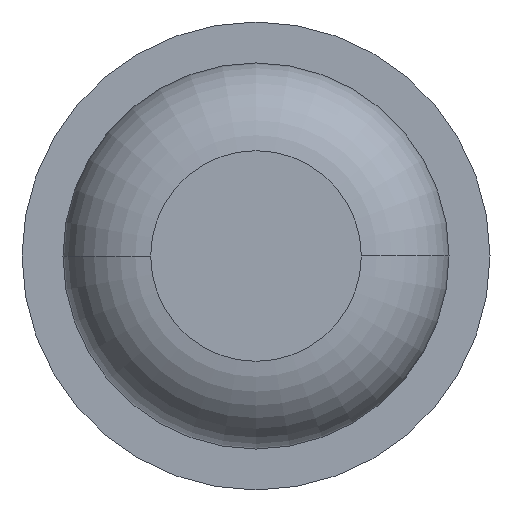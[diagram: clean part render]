
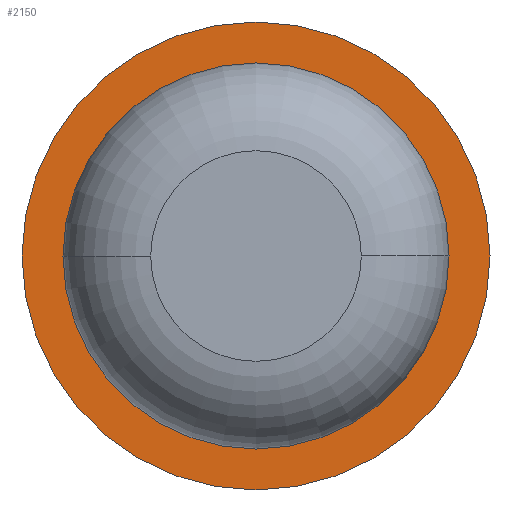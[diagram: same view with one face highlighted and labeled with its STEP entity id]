
A CAD part, front view. The second image highlights one B-rep face of the part: STEP entity #2150.
In plain terms, the highlighted planar face has unit normal (0, -1, 0).
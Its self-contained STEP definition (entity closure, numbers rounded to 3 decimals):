
#255 = DIRECTION ( 'NONE',  ( -1., 0., 0. ) ) ;
#332 = DIRECTION ( 'NONE',  ( 0., 1., 0. ) ) ;
#564 = CARTESIAN_POINT ( 'NONE',  ( 0., -6., 0. ) ) ;
#626 = EDGE_CURVE ( 'Defeature ausgef�hrt1_8+Defeature ausgef�hrt1_7+Defeature ausgef�hrt1_7+Defeature ausgef�hrt1_7', #1358, #1016, #1777, .T. ) ;
#738 = CARTESIAN_POINT ( 'NONE',  ( -0.825, -6., 0. ) ) ;
#797 = DIRECTION ( 'NONE',  ( 0., 1., 0. ) ) ;
#1016 = VERTEX_POINT ( 'NONE', #1388 ) ;
#1071 = ORIENTED_EDGE ( 'NONE', *, *, #2209, .F. ) ;
#1086 = DIRECTION ( 'NONE',  ( -1., 0., 0. ) ) ;
#1108 = CIRCLE ( 'NONE', #3090, 0.825 ) ;
#1310 = CIRCLE ( 'NONE', #3294, 0.825 ) ;
#1358 = VERTEX_POINT ( 'NONE', #3326 ) ;
#1388 = CARTESIAN_POINT ( 'NONE',  ( 1., -6., 0. ) ) ;
#1391 = DIRECTION ( 'NONE',  ( 0., 1., 0. ) ) ;
#1476 = ORIENTED_EDGE ( 'NONE', *, *, #626, .F. ) ;
#1572 = ORIENTED_EDGE ( 'NONE', *, *, #1760, .T. ) ;
#1760 = EDGE_CURVE ( 'Defeature ausgef�hrt1_7+Defeature ausgef�hrt1_0+Defeature ausgef�hrt1_0+Defeature ausgef�hrt1_0', #2343, #2970, #1310, .T. ) ;
#1777 = CIRCLE ( 'NONE', #4093, 1. ) ;
#1852 = AXIS2_PLACEMENT_3D ( 'NONE', #2217, #2227, #255 ) ;
#2150 = ADVANCED_FACE ( 'Defeature ausgef�hrt1_7', ( #3105, #2846 ), #2338, .F. ) ;
#2209 = EDGE_CURVE ( 'Defeature ausgef�hrt1_8+Defeature ausgef�hrt1_7+Defeature ausgef�hrt1_7+Defeature ausgef�hrt1_7', #1016, #1358, #3957, .T. ) ;
#2217 = CARTESIAN_POINT ( 'NONE',  ( 0.825, -6., 0. ) ) ;
#2227 = DIRECTION ( 'NONE',  ( 0., 1., 0. ) ) ;
#2338 = PLANE ( 'NONE',  #1852 ) ;
#2343 = VERTEX_POINT ( 'NONE', #3528 ) ;
#2356 = AXIS2_PLACEMENT_3D ( 'NONE', #564, #797, #3203 ) ;
#2550 = EDGE_LOOP ( 'NONE', ( #1476, #1071 ) ) ;
#2628 = DIRECTION ( 'NONE',  ( -1., 0., 0. ) ) ;
#2658 = DIRECTION ( 'NONE',  ( -1., 0., 0. ) ) ;
#2846 = FACE_BOUND ( 'NONE', #4099, .T. ) ;
#2912 = EDGE_CURVE ( 'Defeature ausgef�hrt1_7+Defeature ausgef�hrt1_0+Defeature ausgef�hrt1_0+Defeature ausgef�hrt1_0', #2970, #2343, #1108, .T. ) ;
#2916 = ORIENTED_EDGE ( 'NONE', *, *, #2912, .T. ) ;
#2970 = VERTEX_POINT ( 'NONE', #738 ) ;
#3090 = AXIS2_PLACEMENT_3D ( 'NONE', #3535, #332, #2628 ) ;
#3105 = FACE_OUTER_BOUND ( 'NONE', #2550, .T. ) ;
#3203 = DIRECTION ( 'NONE',  ( -1., 0., 0. ) ) ;
#3294 = AXIS2_PLACEMENT_3D ( 'NONE', #3330, #1391, #1086 ) ;
#3326 = CARTESIAN_POINT ( 'NONE',  ( -1., -6., 0. ) ) ;
#3330 = CARTESIAN_POINT ( 'NONE',  ( 0., -6., 0. ) ) ;
#3528 = CARTESIAN_POINT ( 'NONE',  ( 0.825, -6., 0. ) ) ;
#3535 = CARTESIAN_POINT ( 'NONE',  ( 0., -6., 0. ) ) ;
#3567 = DIRECTION ( 'NONE',  ( 0., 1., 0. ) ) ;
#3912 = CARTESIAN_POINT ( 'NONE',  ( 0., -6., 0. ) ) ;
#3957 = CIRCLE ( 'NONE', #2356, 1. ) ;
#4093 = AXIS2_PLACEMENT_3D ( 'NONE', #3912, #3567, #2658 ) ;
#4099 = EDGE_LOOP ( 'NONE', ( #2916, #1572 ) ) ;
